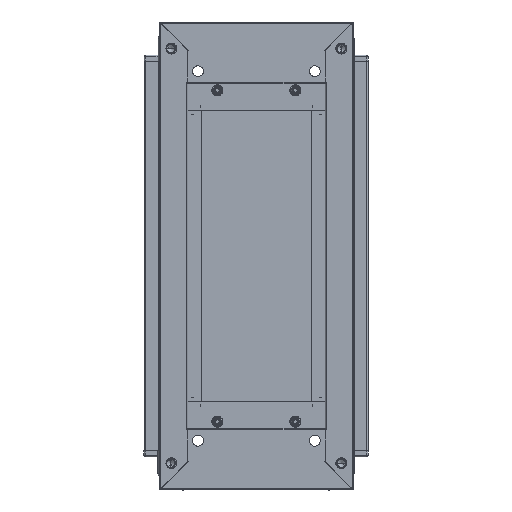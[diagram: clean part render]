
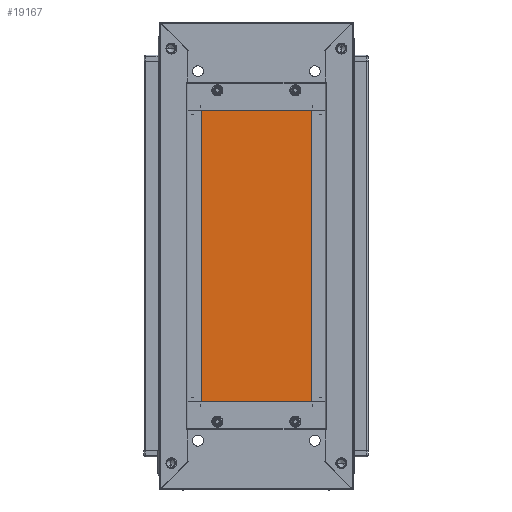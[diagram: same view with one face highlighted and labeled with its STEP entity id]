
A CAD part, top view. The second image highlights one B-rep face of the part: STEP entity #19167.
In plain terms, the highlighted planar face has unit normal (0, 0, 1).
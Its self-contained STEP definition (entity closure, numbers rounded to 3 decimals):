
#5328 = EDGE_LOOP ( 'NONE', ( #46313, #45577, #45291, #45441 ) ) ;
#16065 = CARTESIAN_POINT ( 'NONE',  ( -200., -90., 0. ) ) ;
#16314 = DIRECTION ( 'NONE',  ( 0., 0., 1. ) ) ;
#17043 = PLANE ( 'NONE',  #34447 ) ;
#17073 = DIRECTION ( 'NONE',  ( 1., 0., 0. ) ) ;
#19167 = ADVANCED_FACE ( 'NONE', ( #36249 ), #17043, .T. ) ;
#22168 = VERTEX_POINT ( 'NONE', #38571 ) ;
#22607 = VERTEX_POINT ( 'NONE', #41943 ) ;
#23087 = VERTEX_POINT ( 'NONE', #41604 ) ;
#23989 = VERTEX_POINT ( 'NONE', #38268 ) ;
#26974 = VECTOR ( 'NONE', #34814, 1000. ) ;
#26977 = LINE ( 'NONE', #34791, #26974 ) ;
#27058 = LINE ( 'NONE', #35001, #27059 ) ;
#27059 = VECTOR ( 'NONE', #35002, 1000. ) ;
#27138 = VECTOR ( 'NONE', #35144, 1000. ) ;
#27140 = LINE ( 'NONE', #35143, #27138 ) ;
#27384 = LINE ( 'NONE', #35529, #27386 ) ;
#27386 = VECTOR ( 'NONE', #35530, 1000. ) ;
#34447 = AXIS2_PLACEMENT_3D ( 'NONE', #16065, #16314, #17073 ) ;
#34791 = CARTESIAN_POINT ( 'NONE',  ( -200., 90., 0. ) ) ;
#34814 = DIRECTION ( 'NONE',  ( 0., -1., 0. ) ) ;
#35001 = CARTESIAN_POINT ( 'NONE',  ( 200., 90., 0. ) ) ;
#35002 = DIRECTION ( 'NONE',  ( 0., 1., 0. ) ) ;
#35143 = CARTESIAN_POINT ( 'NONE',  ( -200., 90., 0. ) ) ;
#35144 = DIRECTION ( 'NONE',  ( -1., 0., 0. ) ) ;
#35529 = CARTESIAN_POINT ( 'NONE',  ( -200., -90., 0. ) ) ;
#35530 = DIRECTION ( 'NONE',  ( 1., 0., 0. ) ) ;
#36249 = FACE_OUTER_BOUND ( 'NONE', #5328, .T. ) ;
#38268 = CARTESIAN_POINT ( 'NONE',  ( 200., -90., 0. ) ) ;
#38571 = CARTESIAN_POINT ( 'NONE',  ( 200., 90., 0. ) ) ;
#41604 = CARTESIAN_POINT ( 'NONE',  ( -200., 90., 0. ) ) ;
#41943 = CARTESIAN_POINT ( 'NONE',  ( -200., -90., 0. ) ) ;
#45291 = ORIENTED_EDGE ( 'NONE', *, *, #47618, .T. ) ;
#45441 = ORIENTED_EDGE ( 'NONE', *, *, #47676, .T. ) ;
#45577 = ORIENTED_EDGE ( 'NONE', *, *, #47820, .T. ) ;
#46313 = ORIENTED_EDGE ( 'NONE', *, *, #47566, .T. ) ;
#47566 = EDGE_CURVE ( 'NONE', #23087, #22607, #26977, .T. ) ;
#47618 = EDGE_CURVE ( 'NONE', #23989, #22168, #27058, .T. ) ;
#47676 = EDGE_CURVE ( 'NONE', #22168, #23087, #27140, .T. ) ;
#47820 = EDGE_CURVE ( 'NONE', #22607, #23989, #27384, .T. ) ;
